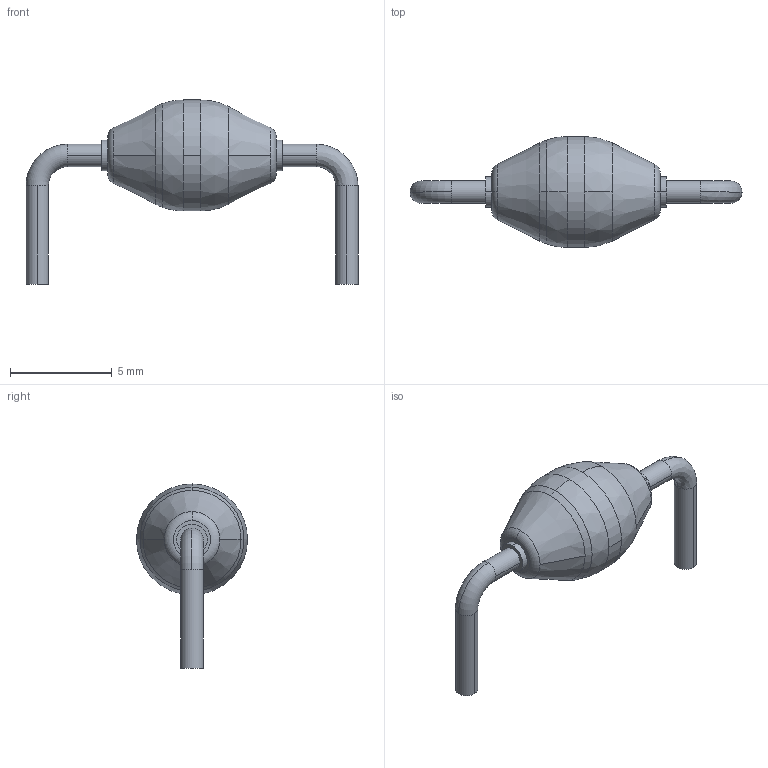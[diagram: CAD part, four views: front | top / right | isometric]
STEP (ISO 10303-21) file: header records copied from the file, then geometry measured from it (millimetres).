
FILE_DESCRIPTION((''),'2;1');
FILE_NAME('VMI_1N6517.stp','2012-03-29T17:01:07',(''),(''),'Mechanical Desktop 2011','Mechanical Desktop 2011',', , ');
FILE_SCHEMA(('AUTOMOTIVE_DESIGN { 1 2 10303 214 1 1 1 1 }'));
Length unit declared in the file: millimetre
Products named in the file (1): Product
Bounding box: 16.34 x 5.46 x 9.06 mm (x, y, z)
Volume: 147.4 mm3; surface area: 292.7 mm2
Topology: 7 solids, 7 shells, 46 faces, 99 edges, 67 vertices
Faces by surface type: bspline 19, plane 9, cylinder 8, torus 6, cone 4
Entity records: 1651 total; most frequent: CARTESIAN_POINT 574, DIRECTION 236, ORIENTED_EDGE 198, AXIS2_PLACEMENT_3D 109, EDGE_CURVE 99, CIRCLE 81, VERTEX_POINT 67, EDGE_LOOP 46
